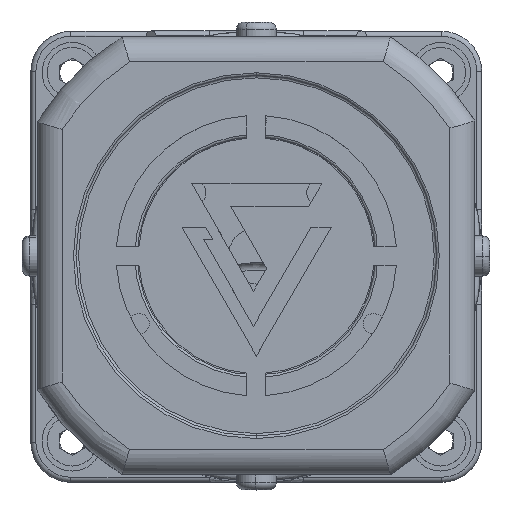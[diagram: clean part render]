
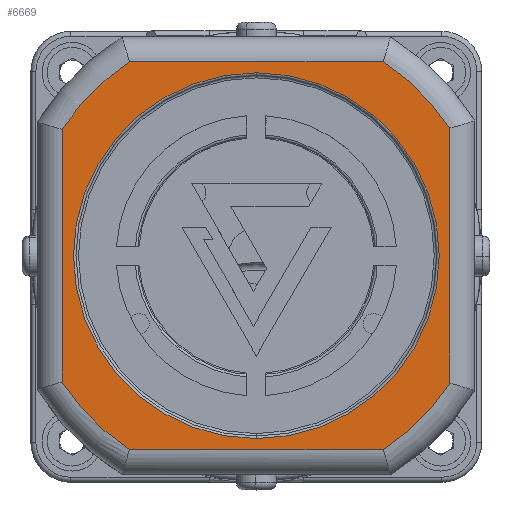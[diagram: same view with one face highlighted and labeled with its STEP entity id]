
A CAD part, top view. The second image highlights one B-rep face of the part: STEP entity #6669.
In plain terms, the highlighted planar face has unit normal (0, 0, 1).
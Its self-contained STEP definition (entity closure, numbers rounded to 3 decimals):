
#143 = VECTOR ( 'NONE', #11743, 1000. ) ;
#560 = EDGE_CURVE ( 'NONE', #1277, #788, #7363, .T. ) ;
#588 = VECTOR ( 'NONE', #7933, 1000. ) ;
#601 = LINE ( 'NONE', #4303, #588 ) ;
#670 = CARTESIAN_POINT ( 'NONE',  ( -9.343, -23.039, 84. ) ) ;
#788 = VERTEX_POINT ( 'NONE', #10754 ) ;
#889 = DIRECTION ( 'NONE',  ( 0., 0., -1. ) ) ;
#1009 = DIRECTION ( 'NONE',  ( 0., -1., 0. ) ) ;
#1122 = CARTESIAN_POINT ( 'NONE',  ( -34.668, 52.161, 84. ) ) ;
#1143 = EDGE_CURVE ( 'NONE', #5201, #2764, #4480, .T. ) ;
#1277 = VERTEX_POINT ( 'NONE', #8764 ) ;
#1333 = CARTESIAN_POINT ( 'NONE',  ( -73.438, -9.558, 84. ) ) ;
#1431 = DIRECTION ( 'NONE',  ( 0., 0., -1. ) ) ;
#1462 = VERTEX_POINT ( 'NONE', #1122 ) ;
#1595 = DIRECTION ( 'NONE',  ( 0., 0., 1. ) ) ;
#1627 = EDGE_CURVE ( 'NONE', #2764, #6923, #3590, .T. ) ;
#1772 = AXIS2_PLACEMENT_3D ( 'NONE', #1852, #5536, #9175 ) ;
#1852 = CARTESIAN_POINT ( 'NONE',  ( -34.668, 15.661, 84. ) ) ;
#1892 = VERTEX_POINT ( 'NONE', #1333 ) ;
#1957 = AXIS2_PLACEMENT_3D ( 'NONE', #9647, #1431, #5115 ) ;
#2237 = EDGE_LOOP ( 'NONE', ( #2807, #3233, #8414, #11211, #4313, #4911, #6247, #3552 ) ) ;
#2327 = FACE_OUTER_BOUND ( 'NONE', #2237, .T. ) ;
#2424 = EDGE_CURVE ( 'NONE', #1892, #5201, #9240, .T. ) ;
#2567 = CIRCLE ( 'NONE', #9256, 46.25 ) ;
#2647 = DIRECTION ( 'NONE',  ( 0., -1., 0. ) ) ;
#2764 = VERTEX_POINT ( 'NONE', #670 ) ;
#2807 = ORIENTED_EDGE ( 'NONE', *, *, #2424, .T. ) ;
#2816 = DIRECTION ( 'NONE',  ( -1., 0., 0. ) ) ;
#2876 = DIRECTION ( 'NONE',  ( 0., 1., 0. ) ) ;
#3233 = ORIENTED_EDGE ( 'NONE', *, *, #1143, .T. ) ;
#3441 = CARTESIAN_POINT ( 'NONE',  ( -34.668, 15.661, 84. ) ) ;
#3552 = ORIENTED_EDGE ( 'NONE', *, *, #5652, .T. ) ;
#3587 = AXIS2_PLACEMENT_3D ( 'NONE', #9808, #1595, #5278 ) ;
#3590 = CIRCLE ( 'NONE', #3587, 46.25 ) ;
#3638 = EDGE_CURVE ( 'NONE', #6923, #11400, #7427, .T. ) ;
#4070 = EDGE_LOOP ( 'NONE', ( #4964, #9467 ) ) ;
#4092 = AXIS2_PLACEMENT_3D ( 'NONE', #7185, #10834, #2647 ) ;
#4303 = CARTESIAN_POINT ( 'NONE',  ( -73.438, -11., 84. ) ) ;
#4313 = ORIENTED_EDGE ( 'NONE', *, *, #4519, .T. ) ;
#4359 = EDGE_CURVE ( 'NONE', #10633, #1462, #10023, .T. ) ;
#4445 = CIRCLE ( 'NONE', #11096, 36.5 ) ;
#4480 = LINE ( 'NONE', #8113, #143 ) ;
#4519 = EDGE_CURVE ( 'NONE', #11400, #1277, #2567, .T. ) ;
#4595 = DIRECTION ( 'NONE',  ( 0., -1., 0. ) ) ;
#4891 = CARTESIAN_POINT ( 'NONE',  ( -73.438, 40.879, 84. ) ) ;
#4911 = ORIENTED_EDGE ( 'NONE', *, *, #560, .T. ) ;
#4964 = ORIENTED_EDGE ( 'NONE', *, *, #4359, .T. ) ;
#5115 = DIRECTION ( 'NONE',  ( 0., -1., 0. ) ) ;
#5201 = VERTEX_POINT ( 'NONE', #7106 ) ;
#5278 = DIRECTION ( 'NONE',  ( 0., -1., 0. ) ) ;
#5536 = DIRECTION ( 'NONE',  ( 0., 0., 1. ) ) ;
#5569 = CARTESIAN_POINT ( 'NONE',  ( -34.668, -20.839, 84. ) ) ;
#5594 = CARTESIAN_POINT ( 'NONE',  ( -34.668, 15.661, 84. ) ) ;
#5652 = EDGE_CURVE ( 'NONE', #8601, #1892, #601, .T. ) ;
#6004 = PLANE ( 'NONE',  #1957 ) ;
#6247 = ORIENTED_EDGE ( 'NONE', *, *, #6824, .T. ) ;
#6669 = ADVANCED_FACE ( 'NONE', ( #10539, #2327 ), #6004, .F. ) ;
#6824 = EDGE_CURVE ( 'NONE', #788, #8601, #6949, .T. ) ;
#6923 = VERTEX_POINT ( 'NONE', #10289 ) ;
#6949 = CIRCLE ( 'NONE', #1772, 46.25 ) ;
#7077 = DIRECTION ( 'NONE',  ( 0., 0., -1. ) ) ;
#7106 = CARTESIAN_POINT ( 'NONE',  ( -59.994, -23.039, 84. ) ) ;
#7132 = CARTESIAN_POINT ( 'NONE',  ( 3.962, 41.092, 84. ) ) ;
#7185 = CARTESIAN_POINT ( 'NONE',  ( -34.668, 15.661, 84. ) ) ;
#7363 = LINE ( 'NONE', #11015, #8958 ) ;
#7427 = LINE ( 'NONE', #11075, #11734 ) ;
#7933 = DIRECTION ( 'NONE',  ( 0., -1., 0. ) ) ;
#8113 = CARTESIAN_POINT ( 'NONE',  ( -34.668, -23.039, 84. ) ) ;
#8414 = ORIENTED_EDGE ( 'NONE', *, *, #1627, .T. ) ;
#8601 = VERTEX_POINT ( 'NONE', #4891 ) ;
#8764 = CARTESIAN_POINT ( 'NONE',  ( -9.343, 54.361, 84. ) ) ;
#8958 = VECTOR ( 'NONE', #2816, 1000. ) ;
#9117 = CARTESIAN_POINT ( 'NONE',  ( -34.668, 15.661, 84. ) ) ;
#9175 = DIRECTION ( 'NONE',  ( 0., -1., 0. ) ) ;
#9231 = DIRECTION ( 'NONE',  ( 0., 0., 1. ) ) ;
#9240 = CIRCLE ( 'NONE', #4092, 46.25 ) ;
#9256 = AXIS2_PLACEMENT_3D ( 'NONE', #5594, #9231, #1009 ) ;
#9467 = ORIENTED_EDGE ( 'NONE', *, *, #11488, .T. ) ;
#9647 = CARTESIAN_POINT ( 'NONE',  ( -34.668, 15.661, 84. ) ) ;
#9808 = CARTESIAN_POINT ( 'NONE',  ( -34.668, 15.661, 84. ) ) ;
#10023 = CIRCLE ( 'NONE', #11522, 36.5 ) ;
#10289 = CARTESIAN_POINT ( 'NONE',  ( 3.962, -9.771, 84. ) ) ;
#10539 = FACE_BOUND ( 'NONE', #4070, .T. ) ;
#10633 = VERTEX_POINT ( 'NONE', #5569 ) ;
#10724 = DIRECTION ( 'NONE',  ( 0., -1., 0. ) ) ;
#10754 = CARTESIAN_POINT ( 'NONE',  ( -59.994, 54.361, 84. ) ) ;
#10834 = DIRECTION ( 'NONE',  ( 0., 0., 1. ) ) ;
#11015 = CARTESIAN_POINT ( 'NONE',  ( -61.443, 54.361, 84. ) ) ;
#11075 = CARTESIAN_POINT ( 'NONE',  ( 3.962, 15.661, 84. ) ) ;
#11096 = AXIS2_PLACEMENT_3D ( 'NONE', #9117, #889, #4595 ) ;
#11211 = ORIENTED_EDGE ( 'NONE', *, *, #3638, .T. ) ;
#11400 = VERTEX_POINT ( 'NONE', #7132 ) ;
#11488 = EDGE_CURVE ( 'NONE', #1462, #10633, #4445, .T. ) ;
#11522 = AXIS2_PLACEMENT_3D ( 'NONE', #3441, #7077, #10724 ) ;
#11734 = VECTOR ( 'NONE', #2876, 1000. ) ;
#11743 = DIRECTION ( 'NONE',  ( 1., 0., 0. ) ) ;
